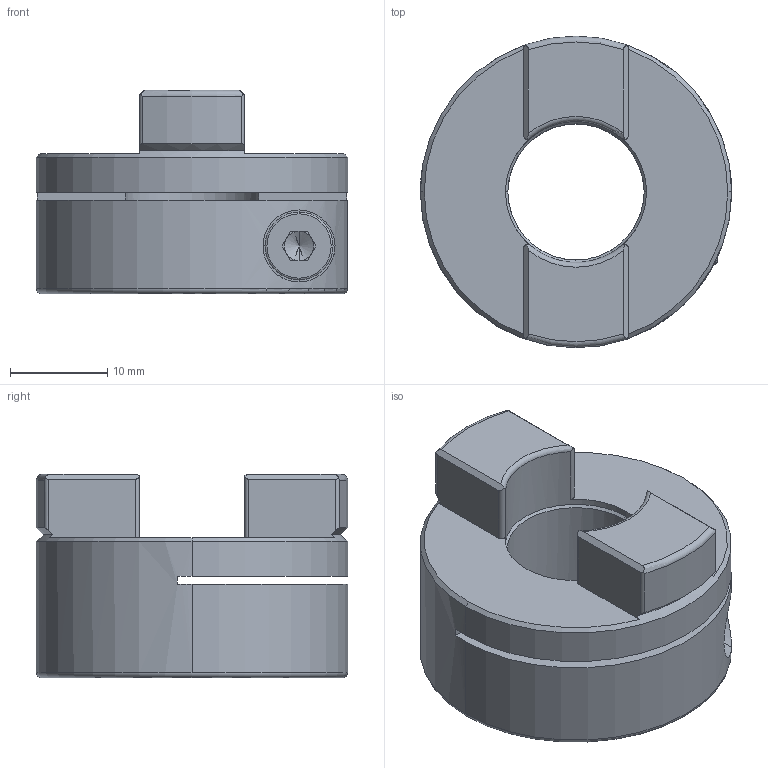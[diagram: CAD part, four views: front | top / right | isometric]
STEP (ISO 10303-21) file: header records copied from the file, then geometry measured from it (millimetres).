
FILE_DESCRIPTION (( 'STEP AP203' ), '1' );
FILE_NAME ('SOH-32C-14.step', '2021-05-12T16:43:46', ( '' ), ( '' ), 'SwSTEP 2.0', 'SolidWorks 2021', '' );
FILE_SCHEMA (( 'CONFIG_CONTROL_DESIGN' ));
Length unit declared in the file: millimetre
Products named in the file (1): SOH-32C-14
Bounding box: 32 x 32 x 20.9 mm (x, y, z)
Volume: 10002.8 mm3; surface area: 5288.3 mm2
Topology: 2 solids, 2 shells, 96 faces, 248 edges, 155 vertices
Faces by surface type: plane 38, cylinder 33, cone 14, torus 11
Entity records: 3488 total; most frequent: CARTESIAN_POINT 1096, ORIENTED_EDGE 492, DIRECTION 485, EDGE_CURVE 246, AXIS2_PLACEMENT_3D 190, VERTEX_POINT 155, VECTOR 105, LINE 105
